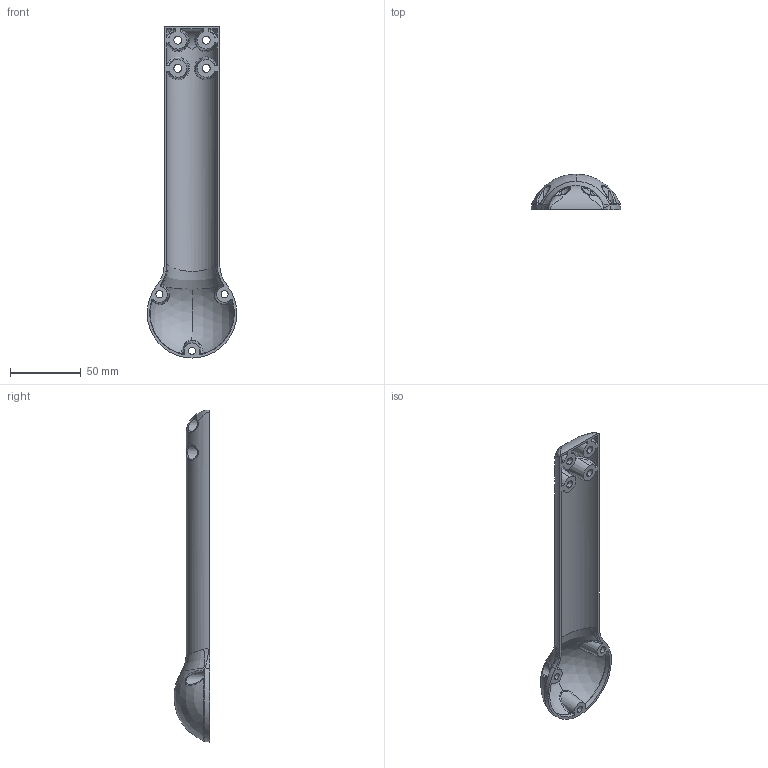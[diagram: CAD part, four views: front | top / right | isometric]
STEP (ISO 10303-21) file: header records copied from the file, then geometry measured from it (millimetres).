
FILE_DESCRIPTION (( 'STEP AP203' ), '1' );
FILE_NAME ('C006-305_01_sldprt.STEP', '2016-06-02T17:06:48', ( 'Shusen Zhang' ), ( 'MathWorks' ), 'SwSTEP 2.0', 'SolidWorks 2015', '' );
FILE_SCHEMA (( 'CONFIG_CONTROL_DESIGN' ));
Length unit declared in the file: inch
Products named in the file (1): C006-305_01_sldprt
Bounding box: 63.5 x 25.4 x 234.95 mm (x, y, z)
Volume: 29808.8 mm3; surface area: 32437.4 mm2
Topology: 1 solids, 1 shells, 158 faces, 423 edges, 266 vertices
Faces by surface type: bspline 62, cone 43, plane 24, cylinder 19, torus 6, sphere 4
Entity records: 13514 total; most frequent: CARTESIAN_POINT 10088, ORIENTED_EDGE 834, DIRECTION 511, EDGE_CURVE 417, VERTEX_POINT 266, B_SPLINE_CURVE_WITH_KNOTS 226, AXIS2_PLACEMENT_3D 223, EDGE_LOOP 177
